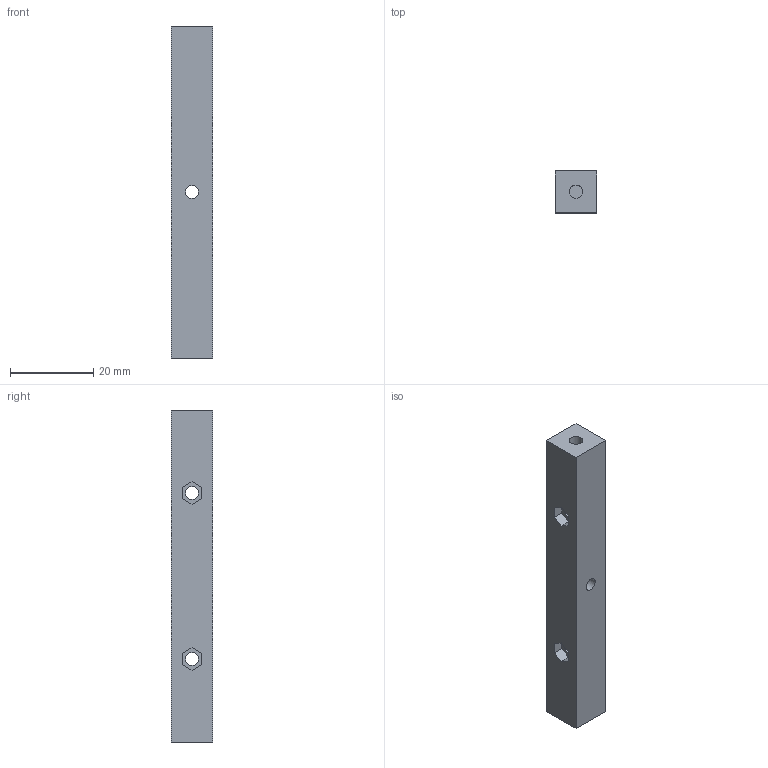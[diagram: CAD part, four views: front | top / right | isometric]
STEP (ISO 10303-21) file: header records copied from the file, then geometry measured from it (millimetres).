
FILE_DESCRIPTION(('FreeCAD Model'),'2;1');
FILE_NAME('Open CASCADE Shape Model','2024-06-17T23:42:38',(''),(''), 'Open CASCADE STEP processor 7.6','FreeCAD','Unknown');
FILE_SCHEMA(('AUTOMOTIVE_DESIGN { 1 0 10303 214 1 1 1 1 }'));
Length unit declared in the file: millimetre
Products named in the file (1): Body
Bounding box: 10 x 10 x 80 mm (x, y, z)
Volume: 7273.7 mm3; surface area: 4184 mm2
Topology: 1 solids, 1 shells, 46 faces, 111 edges, 74 vertices
Faces by surface type: plane 39, cylinder 7
Full cylindrical faces by diameter (mm): 3.1 x3, 3.2 x4
Entity records: 1371 total; most frequent: CARTESIAN_POINT 232, ORIENTED_EDGE 222, DIRECTION 219, EDGE_CURVE 111, LINE 97, VECTOR 97, VERTEX_POINT 74, FACE_BOUND 63
